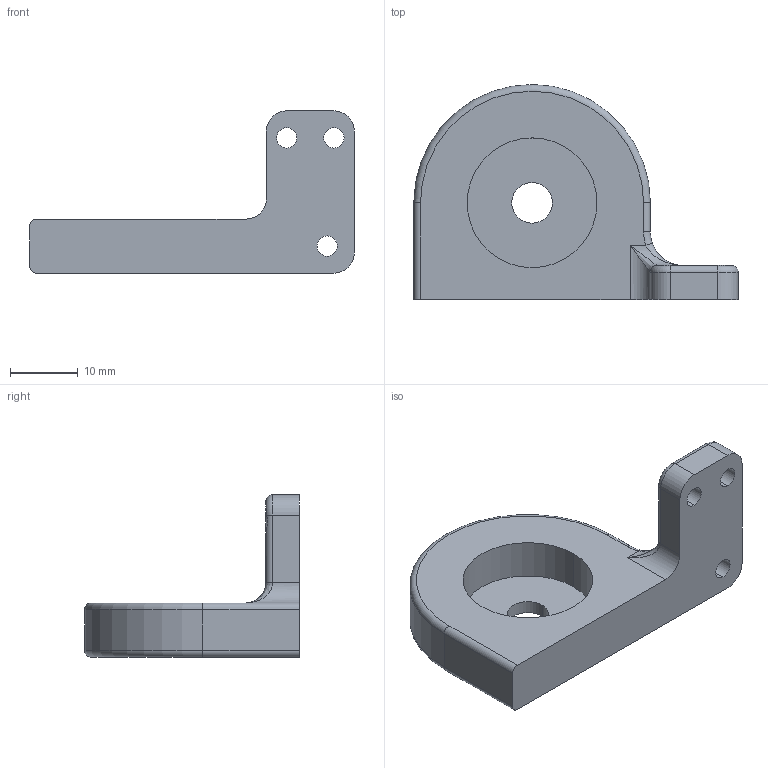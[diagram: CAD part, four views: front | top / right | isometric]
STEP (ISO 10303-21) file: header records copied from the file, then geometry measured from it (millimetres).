
FILE_DESCRIPTION (( 'STEP AP203' ), '1' );
FILE_NAME ('M6 atachment.STEP', '2020-03-12T09:57:10', ( '' ), ( '' ), 'SwSTEP 2.0', 'SolidWorks 2018', '' );
FILE_SCHEMA (( 'CONFIG_CONTROL_DESIGN' ));
Length unit declared in the file: millimetre
Products named in the file (1): M6 atachment
Bounding box: 48 x 31.8 x 24 mm (x, y, z)
Volume: 7462.6 mm3; surface area: 4115.4 mm2
Topology: 1 solids, 1 shells, 50 faces, 125 edges, 74 vertices
Faces by surface type: cylinder 25, plane 10, torus 7, cone 6, bspline 2
Entity records: 1723 total; most frequent: CARTESIAN_POINT 426, DIRECTION 276, ORIENTED_EDGE 246, EDGE_CURVE 123, AXIS2_PLACEMENT_3D 112, VERTEX_POINT 74, CIRCLE 63, EDGE_LOOP 57
